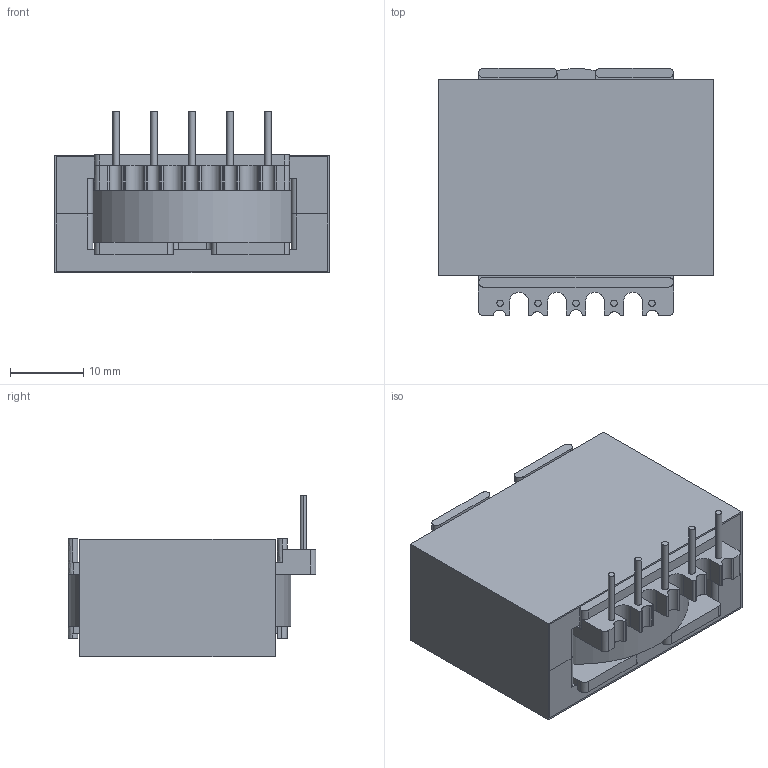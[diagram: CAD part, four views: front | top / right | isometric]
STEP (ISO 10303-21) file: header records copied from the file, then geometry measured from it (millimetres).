
FILE_DESCRIPTION(('FreeCAD Model'),'2;1');
FILE_NAME('Open CASCADE Shape Model','2025-04-29T10:52:25',('FreeCAD'),( 'FreeCAD'),'Open CASCADE STEP processor 7.6','FreeCAD','Unknown');
FILE_SCHEMA(('AUTOMOTIVE_DESIGN { 1 0 10303 214 1 1 1 1 }'));
Length unit declared in the file: millimetre
Products named in the file (1): Open CASCADE STEP translator 7.6 1
Bounding box: 37.35 x 33.75 x 22.01 mm (x, y, z)
Volume: 15829.1 mm3; surface area: 17584.9 mm2
Topology: 5 solids, 5 shells, 442 faces, 1207 edges, 802 vertices
Faces by surface type: bspline 442
Entity records: 18088 total; most frequent: CARTESIAN_POINT 10942, ORIENTED_EDGE 2414, EDGE_CURVE 1207, B_SPLINE_CURVE_WITH_KNOTS 978, VERTEX_POINT 802, FACE_BOUND 473, EDGE_LOOP 473, ADVANCED_FACE 442
